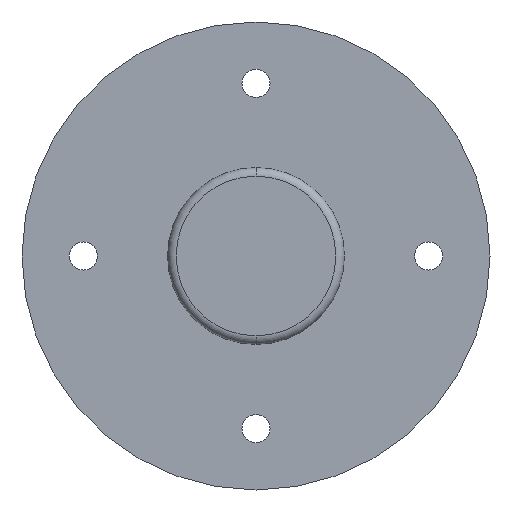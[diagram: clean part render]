
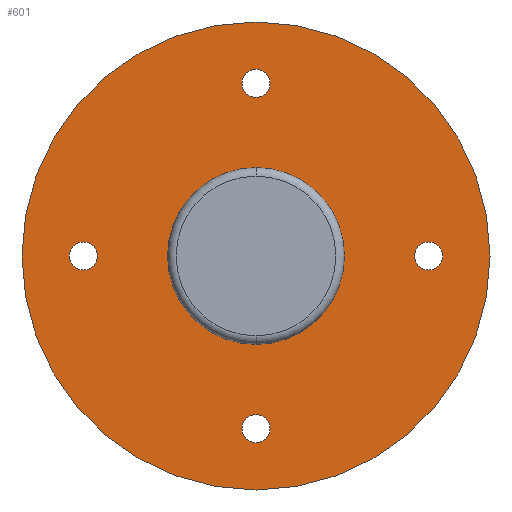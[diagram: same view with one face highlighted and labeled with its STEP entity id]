
A CAD part, front view. The second image highlights one B-rep face of the part: STEP entity #601.
In plain terms, the highlighted planar face has unit normal (0, -1, 0).
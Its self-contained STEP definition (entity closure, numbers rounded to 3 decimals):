
#4 = VERTEX_POINT ( 'NONE', #326 ) ;
#11 = VERTEX_POINT ( 'NONE', #245 ) ;
#15 = EDGE_CURVE ( 'NONE', #211, #829, #620, .T. ) ;
#29 = FACE_BOUND ( 'NONE', #118, .T. ) ;
#31 = DIRECTION ( 'NONE',  ( 0., 0., 1. ) ) ;
#33 = ORIENTED_EDGE ( 'NONE', *, *, #656, .T. ) ;
#34 = VERTEX_POINT ( 'NONE', #693 ) ;
#47 = EDGE_CURVE ( 'NONE', #829, #211, #690, .T. ) ;
#50 = VERTEX_POINT ( 'NONE', #695 ) ;
#74 = CARTESIAN_POINT ( 'NONE',  ( 0., 74.5, -36.75 ) ) ;
#87 = AXIS2_PLACEMENT_3D ( 'NONE', #203, #291, #205 ) ;
#93 = ORIENTED_EDGE ( 'NONE', *, *, #910, .F. ) ;
#94 = DIRECTION ( 'NONE',  ( 0., 1., 0. ) ) ;
#106 = AXIS2_PLACEMENT_3D ( 'NONE', #734, #586, #661 ) ;
#107 = DIRECTION ( 'NONE',  ( 0., 1., 0. ) ) ;
#112 = AXIS2_PLACEMENT_3D ( 'NONE', #279, #356, #720 ) ;
#118 = EDGE_LOOP ( 'NONE', ( #604, #684 ) ) ;
#142 = DIRECTION ( 'NONE',  ( 0., -1., 0. ) ) ;
#144 = CARTESIAN_POINT ( 'NONE',  ( 0., 74.5, 0. ) ) ;
#145 = DIRECTION ( 'NONE',  ( 0., 0., 1. ) ) ;
#148 = ORIENTED_EDGE ( 'NONE', *, *, #920, .T. ) ;
#162 = AXIS2_PLACEMENT_3D ( 'NONE', #605, #239, #31 ) ;
#171 = ORIENTED_EDGE ( 'NONE', *, *, #814, .T. ) ;
#174 = CARTESIAN_POINT ( 'NONE',  ( 0., 74.5, -40. ) ) ;
#175 = DIRECTION ( 'NONE',  ( 0., 0., -1. ) ) ;
#192 = DIRECTION ( 'NONE',  ( 0., 1., 0. ) ) ;
#203 = CARTESIAN_POINT ( 'NONE',  ( 0., 74.5, 40. ) ) ;
#205 = DIRECTION ( 'NONE',  ( 0., 0., 1. ) ) ;
#211 = VERTEX_POINT ( 'NONE', #74 ) ;
#214 = DIRECTION ( 'NONE',  ( 0., 0., -1. ) ) ;
#217 = CARTESIAN_POINT ( 'NONE',  ( 40., 74.5, 3.25 ) ) ;
#222 = FACE_BOUND ( 'NONE', #919, .T. ) ;
#223 = ORIENTED_EDGE ( 'NONE', *, *, #821, .F. ) ;
#239 = DIRECTION ( 'NONE',  ( 0., 1., 0. ) ) ;
#245 = CARTESIAN_POINT ( 'NONE',  ( 0., 74.5, 36.75 ) ) ;
#250 = AXIS2_PLACEMENT_3D ( 'NONE', #174, #393, #460 ) ;
#254 = DIRECTION ( 'NONE',  ( 0., 0., 1. ) ) ;
#260 = VERTEX_POINT ( 'NONE', #930 ) ;
#277 = DIRECTION ( 'NONE',  ( 0., 0., -1. ) ) ;
#279 = CARTESIAN_POINT ( 'NONE',  ( -40., 74.5, 0. ) ) ;
#283 = VERTEX_POINT ( 'NONE', #344 ) ;
#291 = DIRECTION ( 'NONE',  ( 0., 1., 0. ) ) ;
#299 = ORIENTED_EDGE ( 'NONE', *, *, #899, .T. ) ;
#307 = CIRCLE ( 'NONE', #162, 3.25 ) ;
#314 = CARTESIAN_POINT ( 'NONE',  ( -40., 74.5, 3.25 ) ) ;
#322 = EDGE_CURVE ( 'NONE', #260, #354, #500, .T. ) ;
#326 = CARTESIAN_POINT ( 'NONE',  ( -40., 74.5, -3.25 ) ) ;
#337 = AXIS2_PLACEMENT_3D ( 'NONE', #576, #861, #277 ) ;
#344 = CARTESIAN_POINT ( 'NONE',  ( 0., 74.5, -20.5 ) ) ;
#354 = VERTEX_POINT ( 'NONE', #217 ) ;
#356 = DIRECTION ( 'NONE',  ( 0., 1., 0. ) ) ;
#357 = DIRECTION ( 'NONE',  ( 0., 0., -1. ) ) ;
#358 = ORIENTED_EDGE ( 'NONE', *, *, #47, .T. ) ;
#372 = CIRCLE ( 'NONE', #790, 20.5 ) ;
#377 = EDGE_CURVE ( 'NONE', #34, #11, #568, .T. ) ;
#385 = FACE_BOUND ( 'NONE', #525, .T. ) ;
#389 = DIRECTION ( 'NONE',  ( 0., 0., 1. ) ) ;
#393 = DIRECTION ( 'NONE',  ( 0., 1., 0. ) ) ;
#407 = FACE_BOUND ( 'NONE', #659, .T. ) ;
#426 = EDGE_CURVE ( 'NONE', #354, #260, #307, .T. ) ;
#430 = CARTESIAN_POINT ( 'NONE',  ( 0., 74.5, 54.25 ) ) ;
#444 = CIRCLE ( 'NONE', #588, 3.25 ) ;
#450 = AXIS2_PLACEMENT_3D ( 'NONE', #795, #727, #214 ) ;
#460 = DIRECTION ( 'NONE',  ( 0., 0., 1. ) ) ;
#462 = FACE_OUTER_BOUND ( 'NONE', #543, .T. ) ;
#463 = VERTEX_POINT ( 'NONE', #314 ) ;
#464 = CARTESIAN_POINT ( 'NONE',  ( 0., 74.5, 20.5 ) ) ;
#493 = EDGE_CURVE ( 'NONE', #463, #4, #444, .T. ) ;
#497 = CIRCLE ( 'NONE', #616, 54.25 ) ;
#500 = CIRCLE ( 'NONE', #106, 3.25 ) ;
#506 = AXIS2_PLACEMENT_3D ( 'NONE', #872, #808, #145 ) ;
#510 = CIRCLE ( 'NONE', #87, 3.25 ) ;
#519 = AXIS2_PLACEMENT_3D ( 'NONE', #615, #107, #617 ) ;
#525 = EDGE_LOOP ( 'NONE', ( #223, #93 ) ) ;
#543 = EDGE_LOOP ( 'NONE', ( #148, #33 ) ) ;
#550 = CARTESIAN_POINT ( 'NONE',  ( 0., 74.5, 0. ) ) ;
#551 = CARTESIAN_POINT ( 'NONE',  ( 0., 74.5, -40. ) ) ;
#562 = AXIS2_PLACEMENT_3D ( 'NONE', #551, #192, #254 ) ;
#568 = CIRCLE ( 'NONE', #506, 3.25 ) ;
#576 = CARTESIAN_POINT ( 'NONE',  ( 0., 74.5, 0. ) ) ;
#579 = FACE_BOUND ( 'NONE', #584, .T. ) ;
#584 = EDGE_LOOP ( 'NONE', ( #864, #358 ) ) ;
#586 = DIRECTION ( 'NONE',  ( 0., 1., 0. ) ) ;
#588 = AXIS2_PLACEMENT_3D ( 'NONE', #751, #94, #389 ) ;
#590 = CIRCLE ( 'NONE', #112, 3.25 ) ;
#601 = ADVANCED_FACE ( 'NONE', ( #222, #407, #29, #579, #385, #462 ), #692, .F. ) ;
#604 = ORIENTED_EDGE ( 'NONE', *, *, #426, .T. ) ;
#605 = CARTESIAN_POINT ( 'NONE',  ( 40., 74.5, 0. ) ) ;
#613 = ORIENTED_EDGE ( 'NONE', *, *, #377, .T. ) ;
#615 = CARTESIAN_POINT ( 'NONE',  ( -20.5, 74.5, 0. ) ) ;
#616 = AXIS2_PLACEMENT_3D ( 'NONE', #550, #756, #175 ) ;
#617 = DIRECTION ( 'NONE',  ( 0., 0., 1. ) ) ;
#618 = ORIENTED_EDGE ( 'NONE', *, *, #493, .T. ) ;
#620 = CIRCLE ( 'NONE', #250, 3.25 ) ;
#636 = VERTEX_POINT ( 'NONE', #464 ) ;
#656 = EDGE_CURVE ( 'NONE', #917, #50, #497, .T. ) ;
#659 = EDGE_LOOP ( 'NONE', ( #613, #171 ) ) ;
#661 = DIRECTION ( 'NONE',  ( 0., 0., 1. ) ) ;
#684 = ORIENTED_EDGE ( 'NONE', *, *, #322, .T. ) ;
#690 = CIRCLE ( 'NONE', #562, 3.25 ) ;
#692 = PLANE ( 'NONE',  #519 ) ;
#693 = CARTESIAN_POINT ( 'NONE',  ( 0., 74.5, 43.25 ) ) ;
#695 = CARTESIAN_POINT ( 'NONE',  ( 0., 74.5, -54.25 ) ) ;
#698 = CIRCLE ( 'NONE', #450, 54.25 ) ;
#720 = DIRECTION ( 'NONE',  ( 0., 0., 1. ) ) ;
#727 = DIRECTION ( 'NONE',  ( 0., -1., 0. ) ) ;
#734 = CARTESIAN_POINT ( 'NONE',  ( 40., 74.5, 0. ) ) ;
#745 = CIRCLE ( 'NONE', #337, 20.5 ) ;
#751 = CARTESIAN_POINT ( 'NONE',  ( -40., 74.5, 0. ) ) ;
#756 = DIRECTION ( 'NONE',  ( 0., -1., 0. ) ) ;
#786 = CARTESIAN_POINT ( 'NONE',  ( 0., 74.5, -43.25 ) ) ;
#790 = AXIS2_PLACEMENT_3D ( 'NONE', #144, #142, #357 ) ;
#795 = CARTESIAN_POINT ( 'NONE',  ( 0., 74.5, 0. ) ) ;
#808 = DIRECTION ( 'NONE',  ( 0., 1., 0. ) ) ;
#814 = EDGE_CURVE ( 'NONE', #11, #34, #510, .T. ) ;
#821 = EDGE_CURVE ( 'NONE', #283, #636, #745, .T. ) ;
#829 = VERTEX_POINT ( 'NONE', #786 ) ;
#861 = DIRECTION ( 'NONE',  ( 0., -1., 0. ) ) ;
#864 = ORIENTED_EDGE ( 'NONE', *, *, #15, .T. ) ;
#872 = CARTESIAN_POINT ( 'NONE',  ( 0., 74.5, 40. ) ) ;
#899 = EDGE_CURVE ( 'NONE', #4, #463, #590, .T. ) ;
#910 = EDGE_CURVE ( 'NONE', #636, #283, #372, .T. ) ;
#917 = VERTEX_POINT ( 'NONE', #430 ) ;
#919 = EDGE_LOOP ( 'NONE', ( #618, #299 ) ) ;
#920 = EDGE_CURVE ( 'NONE', #50, #917, #698, .T. ) ;
#930 = CARTESIAN_POINT ( 'NONE',  ( 40., 74.5, -3.25 ) ) ;
